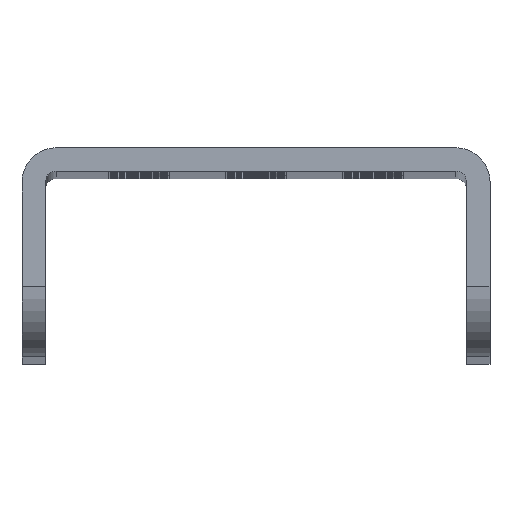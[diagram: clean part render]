
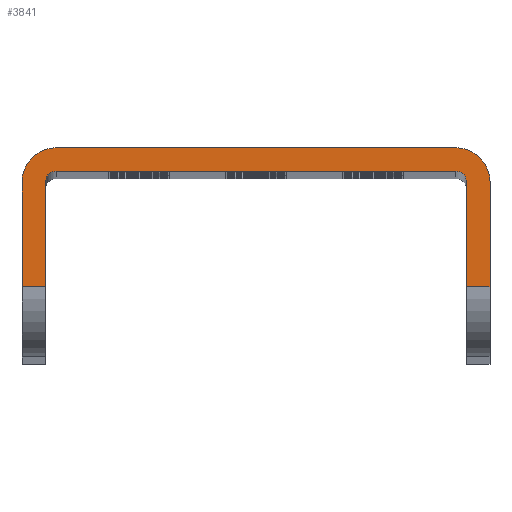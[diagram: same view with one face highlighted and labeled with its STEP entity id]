
A CAD part, top view. The second image highlights one B-rep face of the part: STEP entity #3841.
In plain terms, the highlighted planar face has unit normal (0, 0, 1).
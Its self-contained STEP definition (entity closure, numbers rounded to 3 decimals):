
#764=FACE_OUTER_BOUND('',#967,.T.);
#967=EDGE_LOOP('',(#3006,#3007,#3008,#3009,#3010,#3011,#3012,#3013,#3014,
#3015,#3016,#3017));
#1728=CIRCLE('',#4051,2.34);
#1729=CIRCLE('',#4052,2.34);
#1730=CIRCLE('',#4053,0.74);
#1731=CIRCLE('',#4054,0.74);
#2118=LINE('',#5875,#2150);
#2119=LINE('',#5877,#2151);
#2120=LINE('',#5881,#2152);
#2121=LINE('',#5885,#2153);
#2122=LINE('',#5887,#2154);
#2123=LINE('',#5889,#2155);
#2124=LINE('',#5893,#2156);
#2125=LINE('',#5896,#2157);
#2150=VECTOR('',#4656,1.6);
#2151=VECTOR('',#4657,7.16);
#2152=VECTOR('',#4660,27.32);
#2153=VECTOR('',#4663,7.16);
#2154=VECTOR('',#4664,1.6);
#2155=VECTOR('',#4665,7.16);
#2156=VECTOR('',#4668,27.32);
#2157=VECTOR('',#4671,7.16);
#2186=VERTEX_POINT('',#5873);
#2187=VERTEX_POINT('',#5874);
#2188=VERTEX_POINT('',#5876);
#2189=VERTEX_POINT('',#5878);
#2190=VERTEX_POINT('',#5880);
#2191=VERTEX_POINT('',#5882);
#2192=VERTEX_POINT('',#5884);
#2193=VERTEX_POINT('',#5886);
#2194=VERTEX_POINT('',#5888);
#2195=VERTEX_POINT('',#5890);
#2196=VERTEX_POINT('',#5892);
#2197=VERTEX_POINT('',#5894);
#2588=EDGE_CURVE('',#2186,#2187,#2118,.T.);
#2589=EDGE_CURVE('',#2187,#2188,#2119,.T.);
#2590=EDGE_CURVE('',#2188,#2189,#1728,.T.);
#2591=EDGE_CURVE('',#2189,#2190,#2120,.T.);
#2592=EDGE_CURVE('',#2190,#2191,#1729,.T.);
#2593=EDGE_CURVE('',#2191,#2192,#2121,.T.);
#2594=EDGE_CURVE('',#2192,#2193,#2122,.T.);
#2595=EDGE_CURVE('',#2193,#2194,#2123,.T.);
#2596=EDGE_CURVE('',#2194,#2195,#1730,.T.);
#2597=EDGE_CURVE('',#2195,#2196,#2124,.T.);
#2598=EDGE_CURVE('',#2196,#2197,#1731,.T.);
#2599=EDGE_CURVE('',#2197,#2186,#2125,.T.);
#3006=ORIENTED_EDGE('',*,*,#2588,.T.);
#3007=ORIENTED_EDGE('',*,*,#2589,.T.);
#3008=ORIENTED_EDGE('',*,*,#2590,.T.);
#3009=ORIENTED_EDGE('',*,*,#2591,.T.);
#3010=ORIENTED_EDGE('',*,*,#2592,.T.);
#3011=ORIENTED_EDGE('',*,*,#2593,.T.);
#3012=ORIENTED_EDGE('',*,*,#2594,.T.);
#3013=ORIENTED_EDGE('',*,*,#2595,.T.);
#3014=ORIENTED_EDGE('',*,*,#2596,.T.);
#3015=ORIENTED_EDGE('',*,*,#2597,.T.);
#3016=ORIENTED_EDGE('',*,*,#2598,.T.);
#3017=ORIENTED_EDGE('',*,*,#2599,.T.);
#3831=PLANE('',#4050);
#3841=ADVANCED_FACE('',(#764),#3831,.T.);
#4050=AXIS2_PLACEMENT_3D('',#5872,#4654,#4655);
#4051=AXIS2_PLACEMENT_3D('',#5879,#4658,#4659);
#4052=AXIS2_PLACEMENT_3D('',#5883,#4661,#4662);
#4053=AXIS2_PLACEMENT_3D('',#5891,#4666,#4667);
#4054=AXIS2_PLACEMENT_3D('',#5895,#4669,#4670);
#4654=DIRECTION('center_axis',(0.,0.,1.));
#4655=DIRECTION('ref_axis',(1.,0.,0.));
#4656=DIRECTION('',(1.,0.,0.));
#4657=DIRECTION('',(0.,1.,0.));
#4658=DIRECTION('center_axis',(0.,0.,1.));
#4659=DIRECTION('ref_axis',(1.,0.,0.));
#4660=DIRECTION('',(-1.,0.,0.));
#4661=DIRECTION('center_axis',(0.,0.,1.));
#4662=DIRECTION('ref_axis',(0.,1.,0.));
#4663=DIRECTION('',(0.,-1.,0.));
#4664=DIRECTION('',(1.,0.,0.));
#4665=DIRECTION('',(0.,1.,0.));
#4666=DIRECTION('center_axis',(0.,0.,-1.));
#4667=DIRECTION('ref_axis',(-1.,0.,0.));
#4668=DIRECTION('',(1.,0.,0.));
#4669=DIRECTION('center_axis',(0.,0.,-1.));
#4670=DIRECTION('ref_axis',(0.,1.,0.));
#4671=DIRECTION('',(0.,-1.,0.));
#5872=CARTESIAN_POINT('Origin',(0.,0.,148.));
#5873=CARTESIAN_POINT('',(14.4,-9.5,148.));
#5874=CARTESIAN_POINT('',(16.,-9.5,148.));
#5875=CARTESIAN_POINT('',(14.4,-9.5,148.));
#5876=CARTESIAN_POINT('',(16.,-2.34,148.));
#5877=CARTESIAN_POINT('',(16.,-9.5,148.));
#5878=CARTESIAN_POINT('',(13.66,0.,148.));
#5879=CARTESIAN_POINT('Origin',(13.66,-2.34,148.));
#5880=CARTESIAN_POINT('',(-13.66,0.,148.));
#5881=CARTESIAN_POINT('',(13.66,0.,148.));
#5882=CARTESIAN_POINT('',(-16.,-2.34,148.));
#5883=CARTESIAN_POINT('Origin',(-13.66,-2.34,148.));
#5884=CARTESIAN_POINT('',(-16.,-9.5,148.));
#5885=CARTESIAN_POINT('',(-16.,-2.34,148.));
#5886=CARTESIAN_POINT('',(-14.4,-9.5,148.));
#5887=CARTESIAN_POINT('',(-16.,-9.5,148.));
#5888=CARTESIAN_POINT('',(-14.4,-2.34,148.));
#5889=CARTESIAN_POINT('',(-14.4,-9.5,148.));
#5890=CARTESIAN_POINT('',(-13.66,-1.6,148.));
#5891=CARTESIAN_POINT('Origin',(-13.66,-2.34,148.));
#5892=CARTESIAN_POINT('',(13.66,-1.6,148.));
#5893=CARTESIAN_POINT('',(-13.66,-1.6,148.));
#5894=CARTESIAN_POINT('',(14.4,-2.34,148.));
#5895=CARTESIAN_POINT('Origin',(13.66,-2.34,148.));
#5896=CARTESIAN_POINT('',(14.4,-2.34,148.));
